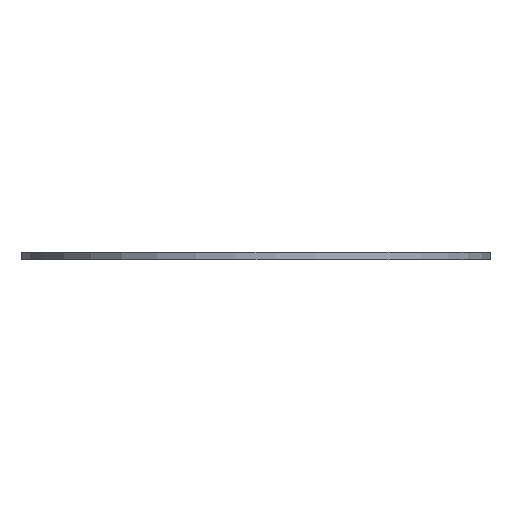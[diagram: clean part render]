
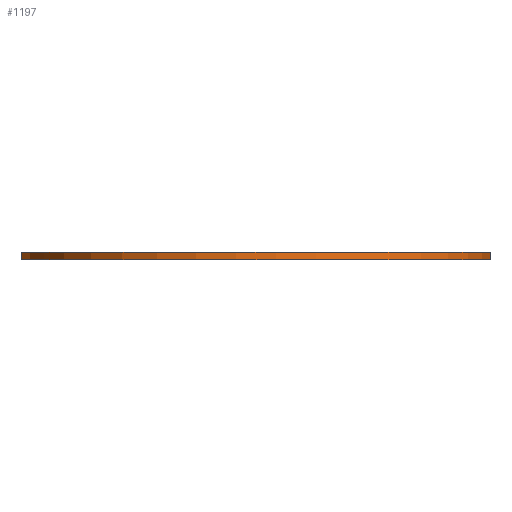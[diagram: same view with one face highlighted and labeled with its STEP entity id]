
A CAD part, left-side view. The second image highlights one B-rep face of the part: STEP entity #1197.
In plain terms, the highlighted cylindrical face has radius 63.895 mm (diameter 127.79 mm), a partial arc.
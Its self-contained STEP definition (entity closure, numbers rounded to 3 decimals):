
#58 = CARTESIAN_POINT ( 'NONE',  ( 5.015, 63.698, -0.001 ) ) ;
#120 = ORIENTED_EDGE ( 'NONE', *, *, #1115, .T. ) ;
#145 = EDGE_LOOP ( 'NONE', ( #120, #1582, #243, #342 ) ) ;
#146 = AXIS2_PLACEMENT_3D ( 'NONE', #553, #2527, #583 ) ;
#169 = CARTESIAN_POINT ( 'NONE',  ( 5.015, -63.698, -0.001 ) ) ;
#243 = ORIENTED_EDGE ( 'NONE', *, *, #1014, .F. ) ;
#342 = ORIENTED_EDGE ( 'NONE', *, *, #2477, .F. ) ;
#447 = VERTEX_POINT ( 'NONE', #1369 ) ;
#553 = CARTESIAN_POINT ( 'NONE',  ( 0., 0., 0. ) ) ;
#580 = VECTOR ( 'NONE', #1647, 1000. ) ;
#583 = DIRECTION ( 'NONE',  ( -1., 0., 0. ) ) ;
#633 = VERTEX_POINT ( 'NONE', #1455 ) ;
#656 = LINE ( 'NONE', #58, #580 ) ;
#674 = FACE_OUTER_BOUND ( 'NONE', #145, .T. ) ;
#754 = LINE ( 'NONE', #169, #1148 ) ;
#803 = CYLINDRICAL_SURFACE ( 'NONE', #1066, 63.895 ) ;
#848 = AXIS2_PLACEMENT_3D ( 'NONE', #2037, #1865, #1450 ) ;
#1014 = EDGE_CURVE ( 'NONE', #1704, #447, #1230, .T. ) ;
#1066 = AXIS2_PLACEMENT_3D ( 'NONE', #2374, #1607, #2181 ) ;
#1075 = CARTESIAN_POINT ( 'NONE',  ( 5.015, 63.698, 0. ) ) ;
#1090 = EDGE_CURVE ( 'NONE', #633, #447, #754, .T. ) ;
#1115 = EDGE_CURVE ( 'NONE', #2553, #633, #2179, .T. ) ;
#1148 = VECTOR ( 'NONE', #2516, 1000. ) ;
#1197 = ADVANCED_FACE ( 'NONE', ( #674 ), #803, .T. ) ;
#1230 = CIRCLE ( 'NONE', #848, 63.895 ) ;
#1369 = CARTESIAN_POINT ( 'NONE',  ( 5.015, -63.698, 2. ) ) ;
#1450 = DIRECTION ( 'NONE',  ( 1., 0., 0. ) ) ;
#1455 = CARTESIAN_POINT ( 'NONE',  ( 5.015, -63.698, 0. ) ) ;
#1483 = CARTESIAN_POINT ( 'NONE',  ( 5.015, 63.698, 2. ) ) ;
#1582 = ORIENTED_EDGE ( 'NONE', *, *, #1090, .T. ) ;
#1607 = DIRECTION ( 'NONE',  ( 0., 0., 1. ) ) ;
#1647 = DIRECTION ( 'NONE',  ( 0., 0., 1. ) ) ;
#1704 = VERTEX_POINT ( 'NONE', #1483 ) ;
#1865 = DIRECTION ( 'NONE',  ( 0., 0., 1. ) ) ;
#2037 = CARTESIAN_POINT ( 'NONE',  ( 0., 0., 2. ) ) ;
#2179 = CIRCLE ( 'NONE', #146, 63.895 ) ;
#2181 = DIRECTION ( 'NONE',  ( 1., 0., 0. ) ) ;
#2374 = CARTESIAN_POINT ( 'NONE',  ( 0., 0., -0.001 ) ) ;
#2477 = EDGE_CURVE ( 'NONE', #2553, #1704, #656, .T. ) ;
#2516 = DIRECTION ( 'NONE',  ( 0., 0., 1. ) ) ;
#2527 = DIRECTION ( 'NONE',  ( 0., 0., 1. ) ) ;
#2553 = VERTEX_POINT ( 'NONE', #1075 ) ;
